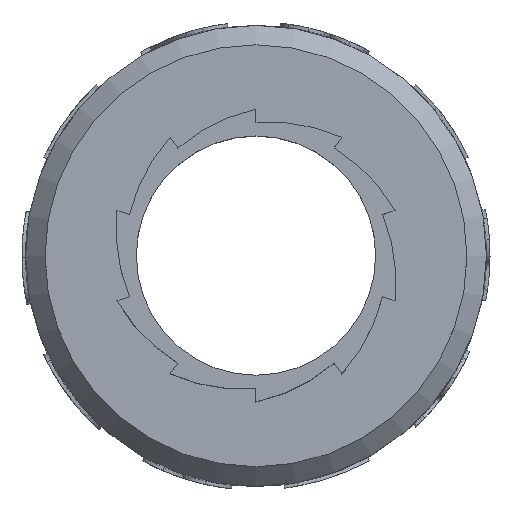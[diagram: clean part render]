
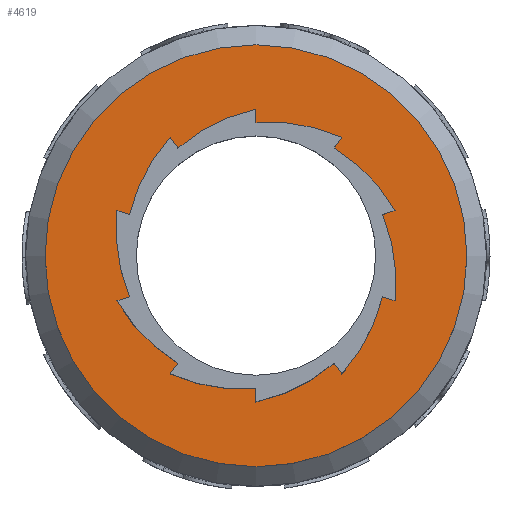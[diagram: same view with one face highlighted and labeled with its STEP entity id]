
A CAD part, top view. The second image highlights one B-rep face of the part: STEP entity #4619.
In plain terms, the highlighted planar face has unit normal (0, 0, 1).
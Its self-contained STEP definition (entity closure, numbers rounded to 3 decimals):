
#86=PLANE('',#4863);
#151=CIRCLE('',#4776,23.8);
#168=CIRCLE('',#4807,20.);
#170=CIRCLE('',#4811,20.);
#172=CIRCLE('',#4815,20.);
#174=CIRCLE('',#4819,20.);
#176=CIRCLE('',#4823,20.);
#178=CIRCLE('',#4827,20.);
#180=CIRCLE('',#4831,20.);
#182=CIRCLE('',#4835,20.);
#184=CIRCLE('',#4839,20.);
#186=CIRCLE('',#4843,20.);
#230=FACE_BOUND('',#760,.T.);
#499=FACE_OUTER_BOUND('',#759,.T.);
#759=EDGE_LOOP('',(#3971));
#760=EDGE_LOOP('',(#3972,#3973,#3974,#3975,#3976,#3977,#3978,#3979,#3980,
#3981,#3982,#3983,#3984,#3985,#3986,#3987,#3988,#3989,#3990,#3991));
#1020=LINE('',#10634,#1335);
#1025=LINE('',#10648,#1340);
#1029=LINE('',#10660,#1344);
#1033=LINE('',#10672,#1348);
#1037=LINE('',#10684,#1352);
#1041=LINE('',#10696,#1356);
#1045=LINE('',#10708,#1360);
#1049=LINE('',#10720,#1364);
#1053=LINE('',#10732,#1368);
#1057=LINE('',#10744,#1372);
#1335=VECTOR('',#5434,10.);
#1340=VECTOR('',#5447,10.);
#1344=VECTOR('',#5459,10.);
#1348=VECTOR('',#5471,10.);
#1352=VECTOR('',#5483,10.);
#1356=VECTOR('',#5495,10.);
#1360=VECTOR('',#5507,10.);
#1364=VECTOR('',#5519,10.);
#1368=VECTOR('',#5531,10.);
#1372=VECTOR('',#5543,10.);
#1986=VERTEX_POINT('',#10512);
#2019=VERTEX_POINT('',#10632);
#2020=VERTEX_POINT('',#10633);
#2023=VERTEX_POINT('',#10641);
#2025=VERTEX_POINT('',#10647);
#2027=VERTEX_POINT('',#10653);
#2029=VERTEX_POINT('',#10659);
#2031=VERTEX_POINT('',#10665);
#2033=VERTEX_POINT('',#10671);
#2035=VERTEX_POINT('',#10677);
#2037=VERTEX_POINT('',#10683);
#2039=VERTEX_POINT('',#10689);
#2041=VERTEX_POINT('',#10695);
#2043=VERTEX_POINT('',#10701);
#2045=VERTEX_POINT('',#10707);
#2047=VERTEX_POINT('',#10713);
#2049=VERTEX_POINT('',#10719);
#2051=VERTEX_POINT('',#10725);
#2053=VERTEX_POINT('',#10731);
#2055=VERTEX_POINT('',#10737);
#2057=VERTEX_POINT('',#10743);
#2594=EDGE_CURVE('',#1986,#1986,#151,.T.);
#2639=EDGE_CURVE('',#2019,#2020,#1020,.T.);
#2643=EDGE_CURVE('',#2020,#2023,#168,.T.);
#2646=EDGE_CURVE('',#2023,#2025,#1025,.T.);
#2649=EDGE_CURVE('',#2025,#2027,#170,.T.);
#2652=EDGE_CURVE('',#2027,#2029,#1029,.T.);
#2655=EDGE_CURVE('',#2029,#2031,#172,.T.);
#2658=EDGE_CURVE('',#2031,#2033,#1033,.T.);
#2661=EDGE_CURVE('',#2033,#2035,#174,.T.);
#2664=EDGE_CURVE('',#2035,#2037,#1037,.T.);
#2667=EDGE_CURVE('',#2037,#2039,#176,.T.);
#2670=EDGE_CURVE('',#2039,#2041,#1041,.T.);
#2673=EDGE_CURVE('',#2041,#2043,#178,.T.);
#2676=EDGE_CURVE('',#2043,#2045,#1045,.T.);
#2679=EDGE_CURVE('',#2045,#2047,#180,.T.);
#2682=EDGE_CURVE('',#2047,#2049,#1049,.T.);
#2685=EDGE_CURVE('',#2049,#2051,#182,.T.);
#2688=EDGE_CURVE('',#2051,#2053,#1053,.T.);
#2691=EDGE_CURVE('',#2053,#2055,#184,.T.);
#2694=EDGE_CURVE('',#2055,#2057,#1057,.T.);
#2697=EDGE_CURVE('',#2057,#2019,#186,.T.);
#3971=ORIENTED_EDGE('',*,*,#2594,.T.);
#3972=ORIENTED_EDGE('',*,*,#2639,.T.);
#3973=ORIENTED_EDGE('',*,*,#2643,.T.);
#3974=ORIENTED_EDGE('',*,*,#2646,.T.);
#3975=ORIENTED_EDGE('',*,*,#2649,.T.);
#3976=ORIENTED_EDGE('',*,*,#2652,.T.);
#3977=ORIENTED_EDGE('',*,*,#2655,.T.);
#3978=ORIENTED_EDGE('',*,*,#2658,.T.);
#3979=ORIENTED_EDGE('',*,*,#2661,.T.);
#3980=ORIENTED_EDGE('',*,*,#2664,.T.);
#3981=ORIENTED_EDGE('',*,*,#2667,.T.);
#3982=ORIENTED_EDGE('',*,*,#2670,.T.);
#3983=ORIENTED_EDGE('',*,*,#2673,.T.);
#3984=ORIENTED_EDGE('',*,*,#2676,.T.);
#3985=ORIENTED_EDGE('',*,*,#2679,.T.);
#3986=ORIENTED_EDGE('',*,*,#2682,.T.);
#3987=ORIENTED_EDGE('',*,*,#2685,.T.);
#3988=ORIENTED_EDGE('',*,*,#2688,.T.);
#3989=ORIENTED_EDGE('',*,*,#2691,.T.);
#3990=ORIENTED_EDGE('',*,*,#2694,.T.);
#3991=ORIENTED_EDGE('',*,*,#2697,.T.);
#4619=ADVANCED_FACE('',(#499,#230),#86,.T.);
#4776=AXIS2_PLACEMENT_3D('',#10513,#5347,#5348);
#4807=AXIS2_PLACEMENT_3D('',#10642,#5440,#5441);
#4811=AXIS2_PLACEMENT_3D('',#10654,#5452,#5453);
#4815=AXIS2_PLACEMENT_3D('',#10666,#5464,#5465);
#4819=AXIS2_PLACEMENT_3D('',#10678,#5476,#5477);
#4823=AXIS2_PLACEMENT_3D('',#10690,#5488,#5489);
#4827=AXIS2_PLACEMENT_3D('',#10702,#5500,#5501);
#4831=AXIS2_PLACEMENT_3D('',#10714,#5512,#5513);
#4835=AXIS2_PLACEMENT_3D('',#10726,#5524,#5525);
#4839=AXIS2_PLACEMENT_3D('',#10738,#5536,#5537);
#4843=AXIS2_PLACEMENT_3D('',#10749,#5548,#5549);
#4863=AXIS2_PLACEMENT_3D('',#10798,#5605,#5606);
#5347=DIRECTION('center_axis',(0.,0.,1.));
#5348=DIRECTION('ref_axis',(-1.,0.,0.));
#5434=DIRECTION('',(-0.951,-0.309,0.));
#5440=DIRECTION('center_axis',(0.,0.,-1.));
#5441=DIRECTION('ref_axis',(0.995,-0.103,0.));
#5447=DIRECTION('',(-0.951,0.309,0.));
#5452=DIRECTION('center_axis',(0.,0.,-1.));
#5453=DIRECTION('ref_axis',(0.744,-0.668,0.));
#5459=DIRECTION('',(-0.588,0.809,0.));
#5464=DIRECTION('center_axis',(0.,0.,-1.));
#5465=DIRECTION('ref_axis',(0.21,-0.978,0.));
#5471=DIRECTION('',(0.,1.,0.));
#5476=DIRECTION('center_axis',(0.,0.,-1.));
#5477=DIRECTION('ref_axis',(-0.405,-0.914,0.));
#5483=DIRECTION('',(0.588,0.809,0.));
#5488=DIRECTION('center_axis',(0.,0.,-1.));
#5489=DIRECTION('ref_axis',(-0.865,-0.502,0.));
#5495=DIRECTION('',(0.951,0.309,0.));
#5500=DIRECTION('center_axis',(0.,0.,-1.));
#5501=DIRECTION('ref_axis',(-0.995,0.103,0.));
#5507=DIRECTION('',(0.951,-0.309,0.));
#5512=DIRECTION('center_axis',(0.,0.,-1.));
#5513=DIRECTION('ref_axis',(-0.744,0.668,0.));
#5519=DIRECTION('',(0.588,-0.809,0.));
#5524=DIRECTION('center_axis',(0.,0.,-1.));
#5525=DIRECTION('ref_axis',(-0.21,0.978,0.));
#5531=DIRECTION('',(0.,-1.,0.));
#5536=DIRECTION('center_axis',(0.,0.,-1.));
#5537=DIRECTION('ref_axis',(0.405,0.914,0.));
#5543=DIRECTION('',(-0.588,-0.809,0.));
#5548=DIRECTION('center_axis',(0.,0.,-1.));
#5549=DIRECTION('ref_axis',(0.865,0.502,0.));
#5605=DIRECTION('center_axis',(0.,0.,1.));
#5606=DIRECTION('ref_axis',(1.,0.,0.));
#10512=CARTESIAN_POINT('',(23.8,0.,11.));
#10513=CARTESIAN_POINT('Origin',(0.,0.,11.));
#10632=CARTESIAN_POINT('',(15.692,5.099,11.));
#10633=CARTESIAN_POINT('',(14.266,4.635,11.));
#10634=CARTESIAN_POINT('',(7.133,2.318,11.));
#10641=CARTESIAN_POINT('',(15.692,-5.099,11.));
#10642=CARTESIAN_POINT('Origin',(-4.202,-3.043,11.));
#10647=CARTESIAN_POINT('',(14.266,-4.635,11.));
#10648=CARTESIAN_POINT('',(7.133,-2.318,11.));
#10653=CARTESIAN_POINT('',(9.698,-13.349,11.));
#10654=CARTESIAN_POINT('Origin',(-5.188,0.008,
11.));
#10659=CARTESIAN_POINT('',(8.817,-12.135,11.));
#10660=CARTESIAN_POINT('',(4.408,-6.068,11.));
#10665=CARTESIAN_POINT('',(0.,-16.5,11.));
#10666=CARTESIAN_POINT('Origin',(-4.192,3.056,11.));
#10671=CARTESIAN_POINT('',(0.,-15.,11.));
#10672=CARTESIAN_POINT('',(0.,-7.5,11.));
#10677=CARTESIAN_POINT('',(-9.698,-13.349,11.));
#10678=CARTESIAN_POINT('Origin',(-1.596,4.936,11.));
#10683=CARTESIAN_POINT('',(-8.817,-12.135,11.));
#10684=CARTESIAN_POINT('',(-4.408,-6.068,11.));
#10689=CARTESIAN_POINT('',(-15.692,-5.099,11.));
#10690=CARTESIAN_POINT('Origin',(1.611,4.931,11.));
#10695=CARTESIAN_POINT('',(-14.266,-4.635,11.));
#10696=CARTESIAN_POINT('',(-7.133,-2.318,11.));
#10701=CARTESIAN_POINT('',(-15.692,5.099,11.));
#10702=CARTESIAN_POINT('Origin',(4.202,3.043,11.));
#10707=CARTESIAN_POINT('',(-14.266,4.635,11.));
#10708=CARTESIAN_POINT('',(-7.133,2.318,11.));
#10713=CARTESIAN_POINT('',(-9.698,13.349,11.));
#10714=CARTESIAN_POINT('Origin',(5.188,-0.008,
11.));
#10719=CARTESIAN_POINT('',(-8.817,12.135,11.));
#10720=CARTESIAN_POINT('',(-4.408,6.068,11.));
#10725=CARTESIAN_POINT('',(0.,16.5,11.));
#10726=CARTESIAN_POINT('Origin',(4.192,-3.056,11.));
#10731=CARTESIAN_POINT('',(0.,15.,11.));
#10732=CARTESIAN_POINT('',(0.,7.5,11.));
#10737=CARTESIAN_POINT('',(9.698,13.349,11.));
#10738=CARTESIAN_POINT('Origin',(1.596,-4.936,11.));
#10743=CARTESIAN_POINT('',(8.817,12.135,11.));
#10744=CARTESIAN_POINT('',(4.408,6.068,11.));
#10749=CARTESIAN_POINT('Origin',(-1.611,-4.931,11.));
#10798=CARTESIAN_POINT('Origin',(0.,0.,11.));
